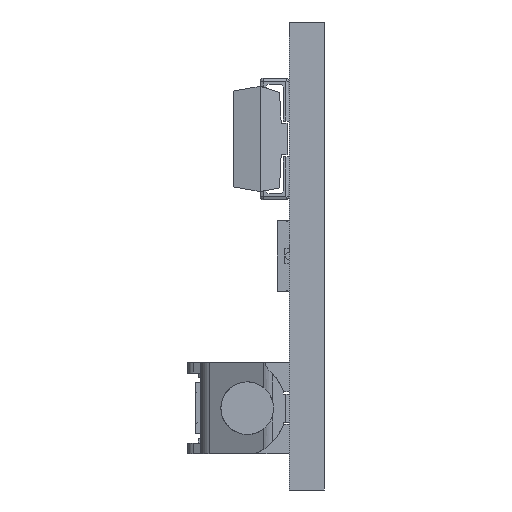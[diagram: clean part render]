
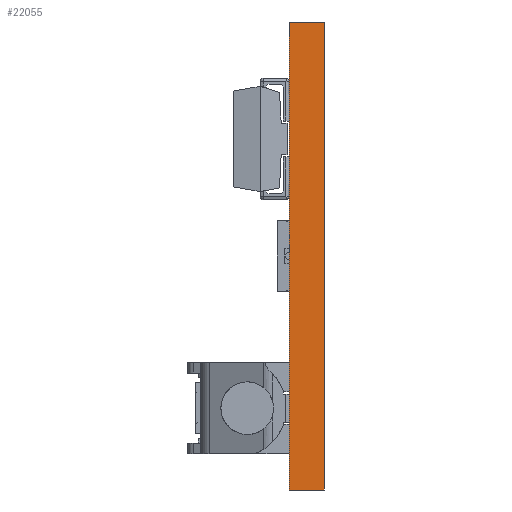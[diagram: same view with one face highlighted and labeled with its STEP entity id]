
A CAD part, left-side view. The second image highlights one B-rep face of the part: STEP entity #22055.
In plain terms, the highlighted planar face has unit normal (-1, 0, 0).
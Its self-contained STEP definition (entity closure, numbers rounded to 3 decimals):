
#837 = VECTOR ( 'NONE', #39092, 1000. ) ;
#1596 = CARTESIAN_POINT ( 'NONE',  ( 0., -1.5, -20. ) ) ;
#2332 = ORIENTED_EDGE ( 'NONE', *, *, #28279, .T. ) ;
#3160 = VERTEX_POINT ( 'NONE', #26975 ) ;
#6094 = CARTESIAN_POINT ( 'NONE',  ( 0., -1.5, 0. ) ) ;
#8719 = EDGE_CURVE ( 'NONE', #17763, #35868, #13274, .T. ) ;
#9576 = EDGE_CURVE ( 'NONE', #35868, #3160, #28933, .T. ) ;
#13274 = LINE ( 'NONE', #16191, #38412 ) ;
#14732 = DIRECTION ( 'NONE',  ( 0., 0., 1. ) ) ;
#14828 = DIRECTION ( 'NONE',  ( -1., 0., 0. ) ) ;
#14980 = CARTESIAN_POINT ( 'NONE',  ( 0., -1.5, -20. ) ) ;
#15066 = PLANE ( 'NONE',  #32894 ) ;
#16105 = LINE ( 'NONE', #40745, #33307 ) ;
#16191 = CARTESIAN_POINT ( 'NONE',  ( 0., -1.5, -20. ) ) ;
#16222 = DIRECTION ( 'NONE',  ( 0., 1., 0. ) ) ;
#16986 = EDGE_LOOP ( 'NONE', ( #17528, #37516, #32434, #2332 ) ) ;
#17528 = ORIENTED_EDGE ( 'NONE', *, *, #9576, .F. ) ;
#17686 = VERTEX_POINT ( 'NONE', #6094 ) ;
#17763 = VERTEX_POINT ( 'NONE', #1596 ) ;
#17856 = EDGE_CURVE ( 'NONE', #17763, #17686, #19111, .T. ) ;
#19111 = LINE ( 'NONE', #39229, #837 ) ;
#22055 = ADVANCED_FACE ( 'NONE', ( #34311 ), #15066, .T. ) ;
#26975 = CARTESIAN_POINT ( 'NONE',  ( 0., 0., 0. ) ) ;
#27298 = DIRECTION ( 'NONE',  ( 0., 1., 0. ) ) ;
#27889 = VECTOR ( 'NONE', #31697, 1000. ) ;
#28279 = EDGE_CURVE ( 'NONE', #17686, #3160, #16105, .T. ) ;
#28933 = LINE ( 'NONE', #31839, #27889 ) ;
#28988 = CARTESIAN_POINT ( 'NONE',  ( 0., 0., -20. ) ) ;
#31697 = DIRECTION ( 'NONE',  ( 0., 0., 1. ) ) ;
#31839 = CARTESIAN_POINT ( 'NONE',  ( 0., 0., -20. ) ) ;
#32434 = ORIENTED_EDGE ( 'NONE', *, *, #17856, .T. ) ;
#32894 = AXIS2_PLACEMENT_3D ( 'NONE', #14980, #14828, #14732 ) ;
#33307 = VECTOR ( 'NONE', #27298, 1000. ) ;
#34311 = FACE_OUTER_BOUND ( 'NONE', #16986, .T. ) ;
#35868 = VERTEX_POINT ( 'NONE', #28988 ) ;
#37516 = ORIENTED_EDGE ( 'NONE', *, *, #8719, .F. ) ;
#38412 = VECTOR ( 'NONE', #16222, 1000. ) ;
#39092 = DIRECTION ( 'NONE',  ( 0., 0., 1. ) ) ;
#39229 = CARTESIAN_POINT ( 'NONE',  ( 0., -1.5, -20. ) ) ;
#40745 = CARTESIAN_POINT ( 'NONE',  ( 0., -1.5, 0. ) ) ;
